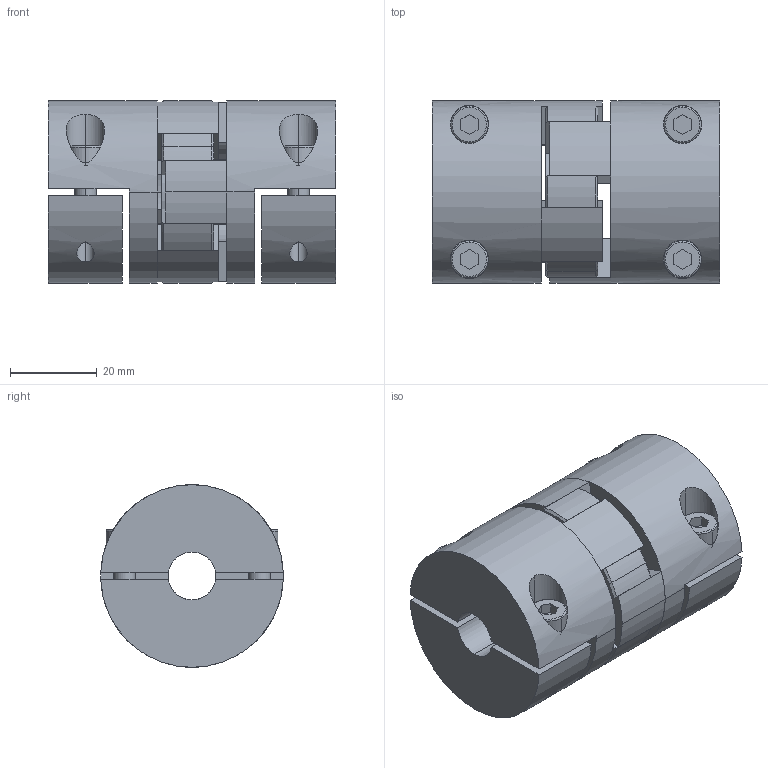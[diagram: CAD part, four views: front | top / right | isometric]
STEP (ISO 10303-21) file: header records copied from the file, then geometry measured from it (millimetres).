
FILE_DESCRIPTION(('STEP AP214'),'1');
FILE_NAME('cctmp_7F9DF5F4-3867-47FD-A686-107CC2575808_2023_06_14_13_17_11_0020..stp','2023-06-14T11:17:11',('R+W Antriebselemente GmbH'),('CADClick - www.CADClick.com'),'Spatial InterOp 3D',' ','unknown authorization');
FILE_SCHEMA(('AUTOMOTIVE_DESIGN'));
Length unit declared in the file: millimetre
Products named in the file (12): cc_unnamed; EKH/20/66/A/11/20_10; EKH/20/66/A/11/20_9; EKH/20/66/A/11/20_8; EKH/20/66/A/11/20_7; EKH/20/66/A/11/20_6; EKH/20/66/A/11/20_5; EKH/20/66/A/11/20_4; EKH/20/66/A/11/20_3; EKH/20/66/A/11/20_2; EKH/20/66/A/11/20_1; EKH/20/66/A/11/20
Assembly tree (11 placements, depth 2):
  cc_unnamed
    EKH/20/66/A/11/20_10
    EKH/20/66/A/11/20_9
    EKH/20/66/A/11/20_8
    EKH/20/66/A/11/20_7
    EKH/20/66/A/11/20_6
    EKH/20/66/A/11/20_5
    EKH/20/66/A/11/20_4
    EKH/20/66/A/11/20_3
    EKH/20/66/A/11/20_2
    EKH/20/66/A/11/20_1
    EKH/20/66/A/11/20
Bounding box: 66 x 42 x 42 mm (x, y, z)
Volume: 69049.1 mm3; surface area: 29749.6 mm2
Topology: 11 solids, 11 shells, 222 faces, 522 edges, 344 vertices
Faces by surface type: plane 104, cylinder 94, cone 16, torus 8
Entity records: 9063 total; most frequent: CARTESIAN_POINT 1628, DIRECTION 1186, ORIENTED_EDGE 1044, EDGE_CURVE 522, AXIS2_PLACEMENT_3D 446, VERTEX_POINT 344, LINE 294, VECTOR 294
